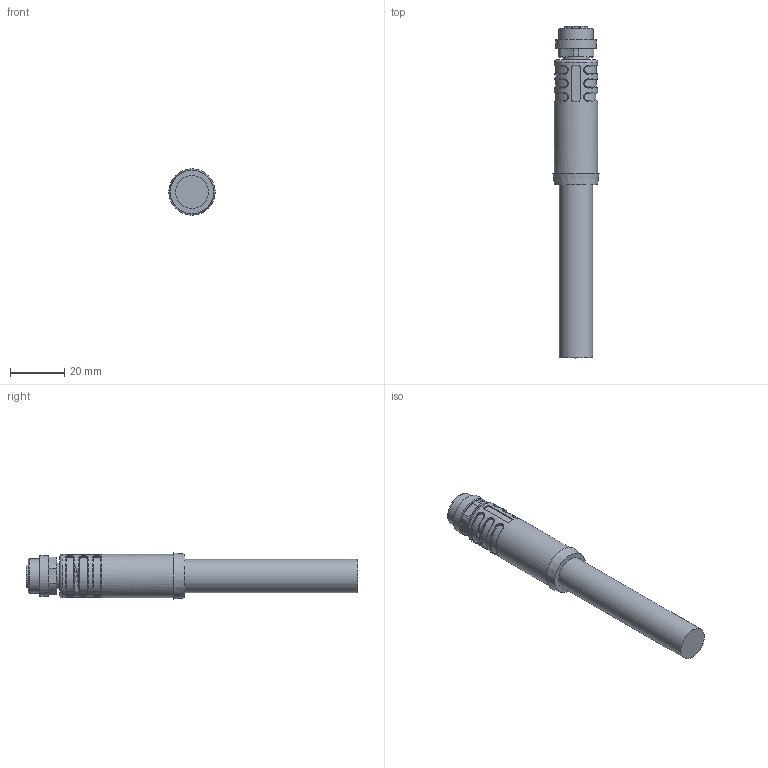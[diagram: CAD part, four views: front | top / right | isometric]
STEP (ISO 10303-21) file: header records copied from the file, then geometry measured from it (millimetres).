
FILE_DESCRIPTION(/* description */ (''),/* implementation_level */ '2;1');
FILE_NAME(/* name */ 'PK-AM12K5_244-m_S5015_stp.stp',/* time_stamp */ '2017-01-25T14:14:36+01:00',/* author */ (''),/* organization */ (''),/* preprocessor_version */ 'ST-DEVELOPER v16',/* originating_system */ 'SIEMENS PLM Software NX 10.0',/* authorisation */ '');
FILE_SCHEMA (('AUTOMOTIVE_DESIGN { 1 0 10303 214 3 1 1 1 }'));
Length unit declared in the file: millimetre
Products named in the file (1): 5028552
Bounding box: 17 x 122.18 x 17 mm (x, y, z)
Volume: 17866.1 mm3; surface area: 6580.2 mm2
Topology: 1 solids, 1 shells, 303 faces, 736 edges, 454 vertices
Faces by surface type: plane 109, cylinder 72, torus 39, extrusion 33, bspline 26, cone 15, sphere 9
Full cylindrical faces by diameter (mm): 1.5 x1, 1.6 x4, 9.4 x1, 10.95 x1, 12.2 x1, 12.3 x1, 12.8 x1, 15 x1, 16 x1
Entity records: 10054 total; most frequent: CARTESIAN_POINT 3373, ORIENTED_EDGE 1376, DIRECTION 1317, EDGE_CURVE 688, AXIS2_PLACEMENT_3D 495, VERTEX_POINT 439, EDGE_LOOP 355, VECTOR 327
